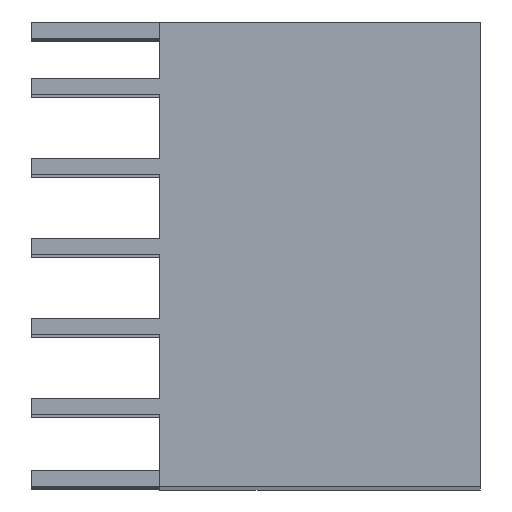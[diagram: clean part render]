
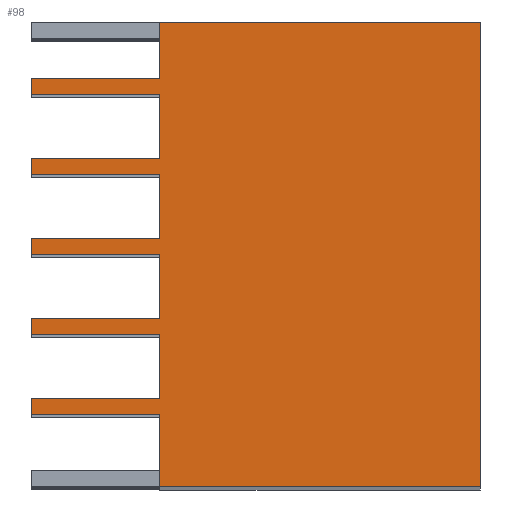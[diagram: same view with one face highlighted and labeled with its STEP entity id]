
A CAD part, top view. The second image highlights one B-rep face of the part: STEP entity #98.
In plain terms, the highlighted planar face has unit normal (0, 0, 1).
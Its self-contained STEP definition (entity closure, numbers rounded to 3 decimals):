
#98=ADVANCED_FACE('',(#1978),#1980,.T.);
#1978=FACE_BOUND('',#1979,.T.);
#1979=EDGE_LOOP('',(#3713,#3714,#3715,#3716,#3717,#3718,#3719,#3720,#3721,#3722,
#3723,#3724,#3725,#3726,#3727,#3728,#3729,#3730,#3731,#3732,#3733,#3734,#3735,#3736));
#1980=PLANE('',#1981);
#1981=AXIS2_PLACEMENT_3D('',#1982,#1983,#1984);
#1982=CARTESIAN_POINT('',(0.,-14.5,55.5));
#1983=DIRECTION('',(0.,-0.,1.));
#1984=DIRECTION('',(0.,1.,0.));
#3713=ORIENTED_EDGE('',*,*,#4957,.T.);
#3714=ORIENTED_EDGE('',*,*,#4958,.T.);
#3715=ORIENTED_EDGE('',*,*,#4959,.F.);
#3716=ORIENTED_EDGE('',*,*,#4960,.T.);
#3717=ORIENTED_EDGE('',*,*,#4961,.F.);
#3718=ORIENTED_EDGE('',*,*,#4962,.F.);
#3719=ORIENTED_EDGE('',*,*,#4963,.F.);
#3720=ORIENTED_EDGE('',*,*,#4964,.T.);
#3721=ORIENTED_EDGE('',*,*,#4965,.F.);
#3722=ORIENTED_EDGE('',*,*,#4966,.F.);
#3723=ORIENTED_EDGE('',*,*,#4967,.F.);
#3724=ORIENTED_EDGE('',*,*,#4968,.T.);
#3725=ORIENTED_EDGE('',*,*,#4969,.F.);
#3726=ORIENTED_EDGE('',*,*,#4970,.F.);
#3727=ORIENTED_EDGE('',*,*,#4971,.F.);
#3728=ORIENTED_EDGE('',*,*,#4972,.T.);
#3729=ORIENTED_EDGE('',*,*,#4973,.F.);
#3730=ORIENTED_EDGE('',*,*,#4974,.F.);
#3731=ORIENTED_EDGE('',*,*,#4975,.F.);
#3732=ORIENTED_EDGE('',*,*,#4976,.T.);
#3733=ORIENTED_EDGE('',*,*,#4977,.F.);
#3734=ORIENTED_EDGE('',*,*,#4978,.F.);
#3735=ORIENTED_EDGE('',*,*,#4979,.F.);
#3736=ORIENTED_EDGE('',*,*,#4874,.F.);
#4874=EDGE_CURVE('',#5706,#5708,#5709,.T.);
#4957=EDGE_CURVE('',#5706,#5873,#5874,.T.);
#4958=EDGE_CURVE('',#5873,#5875,#5876,.T.);
#4959=EDGE_CURVE('',#5877,#5875,#5878,.T.);
#4960=EDGE_CURVE('',#5877,#5879,#5880,.T.);
#4961=EDGE_CURVE('',#5881,#5879,#5882,.T.);
#4962=EDGE_CURVE('',#5883,#5881,#5884,.T.);
#4963=EDGE_CURVE('',#5885,#5883,#5886,.T.);
#4964=EDGE_CURVE('',#5885,#5887,#5888,.T.);
#4965=EDGE_CURVE('',#5889,#5887,#5890,.T.);
#4966=EDGE_CURVE('',#5891,#5889,#5892,.T.);
#4967=EDGE_CURVE('',#5893,#5891,#5894,.T.);
#4968=EDGE_CURVE('',#5893,#5895,#5896,.T.);
#4969=EDGE_CURVE('',#5897,#5895,#5898,.T.);
#4970=EDGE_CURVE('',#5899,#5897,#5900,.T.);
#4971=EDGE_CURVE('',#5901,#5899,#5902,.T.);
#4972=EDGE_CURVE('',#5901,#5903,#5904,.T.);
#4973=EDGE_CURVE('',#5905,#5903,#5906,.T.);
#4974=EDGE_CURVE('',#5907,#5905,#5908,.T.);
#4975=EDGE_CURVE('',#5909,#5907,#5910,.T.);
#4976=EDGE_CURVE('',#5909,#5911,#5912,.T.);
#4977=EDGE_CURVE('',#5913,#5911,#5914,.T.);
#4978=EDGE_CURVE('',#5915,#5913,#5916,.T.);
#4979=EDGE_CURVE('',#5708,#5915,#5917,.T.);
#5706=VERTEX_POINT('',#7170);
#5708=VERTEX_POINT('',#7174);
#5709=LINE('',#7175,#7176);
#5873=VERTEX_POINT('',#7505);
#5874=LINE('',#7506,#7507);
#5875=VERTEX_POINT('',#7509);
#5876=LINE('',#7510,#7511);
#5877=VERTEX_POINT('',#7513);
#5878=LINE('',#7514,#7515);
#5879=VERTEX_POINT('',#7517);
#5880=LINE('',#7518,#7519);
#5881=VERTEX_POINT('',#7521);
#5882=LINE('',#7522,#7523);
#5883=VERTEX_POINT('',#7525);
#5884=LINE('',#7526,#7527);
#5885=VERTEX_POINT('',#7529);
#5886=LINE('',#7530,#7531);
#5887=VERTEX_POINT('',#7533);
#5888=LINE('',#7534,#7535);
#5889=VERTEX_POINT('',#7537);
#5890=LINE('',#7538,#7539);
#5891=VERTEX_POINT('',#7541);
#5892=LINE('',#7542,#7543);
#5893=VERTEX_POINT('',#7545);
#5894=LINE('',#7546,#7547);
#5895=VERTEX_POINT('',#7549);
#5896=LINE('',#7550,#7551);
#5897=VERTEX_POINT('',#7553);
#5898=LINE('',#7554,#7555);
#5899=VERTEX_POINT('',#7557);
#5900=LINE('',#7558,#7559);
#5901=VERTEX_POINT('',#7561);
#5902=LINE('',#7562,#7563);
#5903=VERTEX_POINT('',#7565);
#5904=LINE('',#7566,#7567);
#5905=VERTEX_POINT('',#7569);
#5906=LINE('',#7570,#7571);
#5907=VERTEX_POINT('',#7573);
#5908=LINE('',#7574,#7575);
#5909=VERTEX_POINT('',#7577);
#5910=LINE('',#7578,#7579);
#5911=VERTEX_POINT('',#7581);
#5912=LINE('',#7582,#7583);
#5913=VERTEX_POINT('',#7585);
#5914=LINE('',#7586,#7587);
#5915=VERTEX_POINT('',#7589);
#5916=LINE('',#7590,#7591);
#5917=LINE('',#7593,#7594);
#7170=CARTESIAN_POINT('',(0.,-14.5,55.5));
#7174=CARTESIAN_POINT('',(-10.,-14.5,55.5));
#7175=CARTESIAN_POINT('',(0.,-14.5,55.5));
#7176=VECTOR('',#7177,1.);
#7177=DIRECTION('',(-1.,0.,0.));
#7505=CARTESIAN_POINT('',(0.,0.,55.5));
#7506=CARTESIAN_POINT('',(0.,-14.5,55.5));
#7507=VECTOR('',#7508,1.);
#7508=DIRECTION('',(0.,1.,0.));
#7509=CARTESIAN_POINT('',(-10.,0.,55.5));
#7510=CARTESIAN_POINT('',(0.,0.,55.5));
#7511=VECTOR('',#7512,1.);
#7512=DIRECTION('',(-1.,0.,0.));
#7513=CARTESIAN_POINT('',(-10.,-1.75,55.5));
#7514=CARTESIAN_POINT('',(-10.,-1.75,55.5));
#7515=VECTOR('',#7516,1.);
#7516=DIRECTION('',(0.,1.,0.));
#7517=CARTESIAN_POINT('',(-14.,-1.75,55.5));
#7518=CARTESIAN_POINT('',(-10.,-1.75,55.5));
#7519=VECTOR('',#7520,1.);
#7520=DIRECTION('',(-1.,0.,0.));
#7521=CARTESIAN_POINT('',(-14.,-2.25,55.5));
#7522=CARTESIAN_POINT('',(-14.,-2.25,55.5));
#7523=VECTOR('',#7524,1.);
#7524=DIRECTION('',(0.,1.,0.));
#7525=CARTESIAN_POINT('',(-10.,-2.25,55.5));
#7526=CARTESIAN_POINT('',(-10.,-2.25,55.5));
#7527=VECTOR('',#7528,1.);
#7528=DIRECTION('',(-1.,0.,0.));
#7529=CARTESIAN_POINT('',(-10.,-4.25,55.5));
#7530=CARTESIAN_POINT('',(-10.,-4.25,55.5));
#7531=VECTOR('',#7532,1.);
#7532=DIRECTION('',(0.,1.,0.));
#7533=CARTESIAN_POINT('',(-14.,-4.25,55.5));
#7534=CARTESIAN_POINT('',(-10.,-4.25,55.5));
#7535=VECTOR('',#7536,1.);
#7536=DIRECTION('',(-1.,0.,0.));
#7537=CARTESIAN_POINT('',(-14.,-4.75,55.5));
#7538=CARTESIAN_POINT('',(-14.,-4.75,55.5));
#7539=VECTOR('',#7540,1.);
#7540=DIRECTION('',(0.,1.,0.));
#7541=CARTESIAN_POINT('',(-10.,-4.75,55.5));
#7542=CARTESIAN_POINT('',(-10.,-4.75,55.5));
#7543=VECTOR('',#7544,1.);
#7544=DIRECTION('',(-1.,0.,0.));
#7545=CARTESIAN_POINT('',(-10.,-6.75,55.5));
#7546=CARTESIAN_POINT('',(-10.,-6.75,55.5));
#7547=VECTOR('',#7548,1.);
#7548=DIRECTION('',(0.,1.,0.));
#7549=CARTESIAN_POINT('',(-14.,-6.75,55.5));
#7550=CARTESIAN_POINT('',(-10.,-6.75,55.5));
#7551=VECTOR('',#7552,1.);
#7552=DIRECTION('',(-1.,0.,0.));
#7553=CARTESIAN_POINT('',(-14.,-7.25,55.5));
#7554=CARTESIAN_POINT('',(-14.,-7.25,55.5));
#7555=VECTOR('',#7556,1.);
#7556=DIRECTION('',(0.,1.,0.));
#7557=CARTESIAN_POINT('',(-10.,-7.25,55.5));
#7558=CARTESIAN_POINT('',(-10.,-7.25,55.5));
#7559=VECTOR('',#7560,1.);
#7560=DIRECTION('',(-1.,0.,0.));
#7561=CARTESIAN_POINT('',(-10.,-9.25,55.5));
#7562=CARTESIAN_POINT('',(-10.,-9.25,55.5));
#7563=VECTOR('',#7564,1.);
#7564=DIRECTION('',(0.,1.,0.));
#7565=CARTESIAN_POINT('',(-14.,-9.25,55.5));
#7566=CARTESIAN_POINT('',(-10.,-9.25,55.5));
#7567=VECTOR('',#7568,1.);
#7568=DIRECTION('',(-1.,0.,0.));
#7569=CARTESIAN_POINT('',(-14.,-9.75,55.5));
#7570=CARTESIAN_POINT('',(-14.,-9.75,55.5));
#7571=VECTOR('',#7572,1.);
#7572=DIRECTION('',(0.,1.,0.));
#7573=CARTESIAN_POINT('',(-10.,-9.75,55.5));
#7574=CARTESIAN_POINT('',(-10.,-9.75,55.5));
#7575=VECTOR('',#7576,1.);
#7576=DIRECTION('',(-1.,0.,0.));
#7577=CARTESIAN_POINT('',(-10.,-11.75,55.5));
#7578=CARTESIAN_POINT('',(-10.,-11.75,55.5));
#7579=VECTOR('',#7580,1.);
#7580=DIRECTION('',(0.,1.,0.));
#7581=CARTESIAN_POINT('',(-14.,-11.75,55.5));
#7582=CARTESIAN_POINT('',(-10.,-11.75,55.5));
#7583=VECTOR('',#7584,1.);
#7584=DIRECTION('',(-1.,0.,0.));
#7585=CARTESIAN_POINT('',(-14.,-12.25,55.5));
#7586=CARTESIAN_POINT('',(-14.,-12.25,55.5));
#7587=VECTOR('',#7588,1.);
#7588=DIRECTION('',(0.,1.,0.));
#7589=CARTESIAN_POINT('',(-10.,-12.25,55.5));
#7590=CARTESIAN_POINT('',(-10.,-12.25,55.5));
#7591=VECTOR('',#7592,1.);
#7592=DIRECTION('',(-1.,0.,0.));
#7593=CARTESIAN_POINT('',(-10.,-14.5,55.5));
#7594=VECTOR('',#7595,1.);
#7595=DIRECTION('',(0.,1.,0.));
